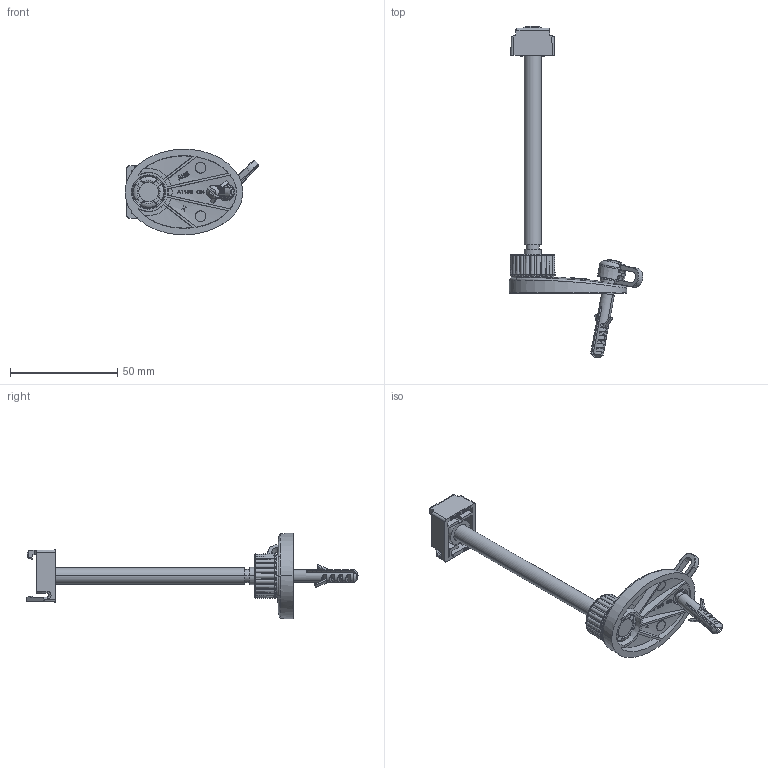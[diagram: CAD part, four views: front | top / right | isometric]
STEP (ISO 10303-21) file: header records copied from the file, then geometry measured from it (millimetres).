
FILE_DESCRIPTION((''),'2;1');
FILE_NAME('660004_ASM','2010-12-21T',('akroeker'),('NET'),'PRO/ENGINEER BY PARAMETRIC TECHNOLOGY CORPORATION, 2010040','PRO/ENGINEER BY PARAMETRIC TECHNOLOGY CORPORATION, 2010040','');
FILE_SCHEMA(('AUTOMOTIVE_DESIGN_CC2 { 1 2 10303 214 -1 1 5 2 }'));
Length unit declared in the file: millimetre
Products named in the file (13): AT149_014_00; AT149_015_00; AT149_017_01; AT148_005_01_ASM; AT149_013_00; AT149_023_00; AT148_006_01_ASM; AT149_025_00; AT149_016_01; PR980_190_00; AT149_024_00; AT148_007_01_ASM; 660004_ASM
Assembly tree (12 placements, depth 4):
  660004_ASM
    AT148_006_01_ASM
      AT149_014_00
      AT148_005_01_ASM
        AT149_015_00
        AT149_017_01
      AT149_013_00
      AT149_023_00
    AT148_007_01_ASM
      AT149_025_00
      AT149_016_01
      PR980_190_00
      AT149_024_00
Bounding box: 62.53 x 155.04 x 39.98 mm (x, y, z)
Volume: 19568 mm3; surface area: 18295.9 mm2
Topology: 9 solids, 9 shells, 2124 faces, 5811 edges, 3800 vertices
Faces by surface type: plane 1597, cone 160, cylinder 120, torus 118, bspline 117, sphere 12
Entity records: 92768 total; most frequent: CARTESIAN_POINT 24637, ORIENTED_EDGE 11606, DIRECTION 9001, EDGE_CURVE 5803, PRESENTATION_STYLE_ASSIGNMENT 5614, STYLED_ITEM 5614, CURVE_STYLE 5607, VERTEX_POINT 3800
